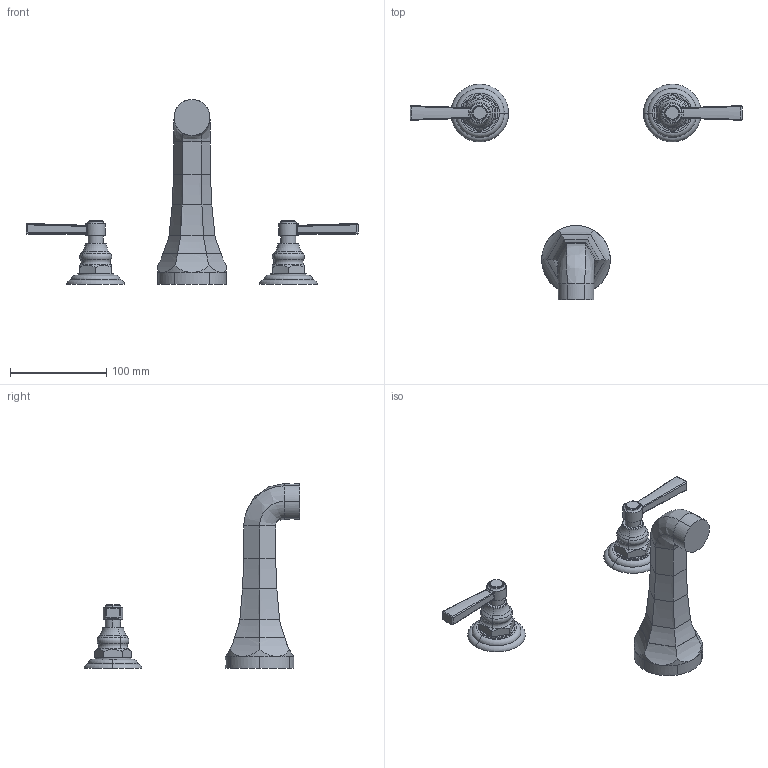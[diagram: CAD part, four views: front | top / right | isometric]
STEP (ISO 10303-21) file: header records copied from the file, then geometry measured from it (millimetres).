
FILE_DESCRIPTION((''),'2;1');
FILE_NAME('3-915_SW0001','2020-12-01T09:48:16',('rsmith'),(''),'CREO PARAMETRIC BY PTC INC, 2018400','CREO PARAMETRIC BY PTC INC, 2018400','');
FILE_SCHEMA(('AUTOMOTIVE_DESIGN { 1 0 10303 214 1 1 1 1 }'));
Length unit declared in the file: inch
Products named in the file (1): 3-915_SW0001
Bounding box: 344.78 x 224.16 x 192.07 mm (x, y, z)
Volume: 428862 mm3; surface area: 61209.1 mm2
Topology: 3 solids, 3 shells, 238 faces, 534 edges, 312 vertices
Faces by surface type: bspline 86, plane 64, cylinder 36, torus 36, sphere 8, cone 8
Entity records: 12781 total; most frequent: CARTESIAN_POINT 5760, ORIENTED_EDGE 1068, DIRECTION 870, PRESENTATION_STYLE_ASSIGNMENT 599, STYLED_ITEM 541, CURVE_STYLE 534, EDGE_CURVE 534, AXIS2_PLACEMENT_3D 364
